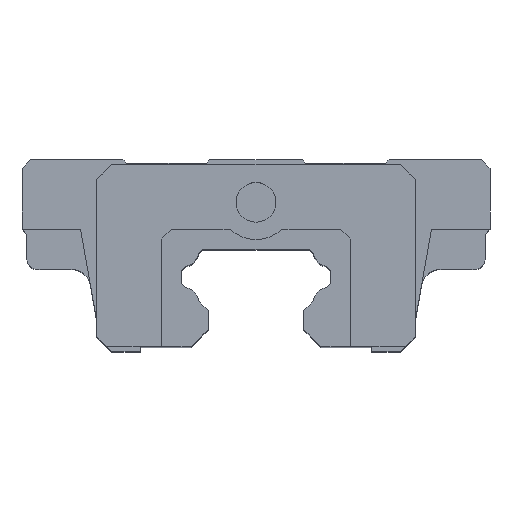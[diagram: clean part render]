
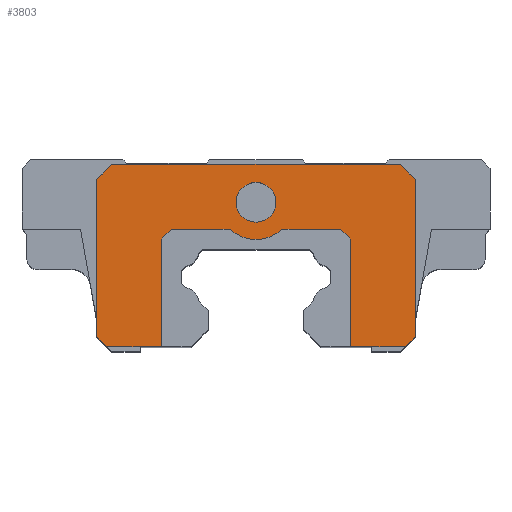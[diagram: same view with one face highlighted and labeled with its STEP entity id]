
A CAD part, top view. The second image highlights one B-rep face of the part: STEP entity #3803.
In plain terms, the highlighted planar face has unit normal (0, 0, 1).
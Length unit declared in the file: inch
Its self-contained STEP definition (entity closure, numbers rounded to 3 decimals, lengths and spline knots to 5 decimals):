
#8 = VERTEX_POINT ( 'NONE', #4121 ) ;
#56 = DIRECTION ( 'NONE',  ( 1., 0., 0. ) ) ;
#68 = VECTOR ( 'NONE', #1259, 39.37008 ) ;
#80 = CIRCLE ( 'NONE', #3752, 0.07874 ) ;
#121 = ORIENTED_EDGE ( 'NONE', *, *, #2362, .T. ) ;
#155 = ORIENTED_EDGE ( 'NONE', *, *, #4911, .F. ) ;
#160 = ORIENTED_EDGE ( 'NONE', *, *, #3966, .F. ) ;
#247 = VECTOR ( 'NONE', #4142, 39.37008 ) ;
#323 = CARTESIAN_POINT ( 'NONE',  ( -0.33465, 0.66929, 1.03543 ) ) ;
#388 = LINE ( 'NONE', #5056, #247 ) ;
#424 = VECTOR ( 'NONE', #1669, 39.37008 ) ;
#436 = VERTEX_POINT ( 'NONE', #4215 ) ;
#539 = EDGE_CURVE ( 'NONE', #1056, #693, #4300, .T. ) ;
#544 = CIRCLE ( 'NONE', #5339, 0.14764 ) ;
#555 = ORIENTED_EDGE ( 'NONE', *, *, #4352, .T. ) ;
#682 = DIRECTION ( 'NONE',  ( 0.707, -0.707, 0. ) ) ;
#693 = VERTEX_POINT ( 'NONE', #3179 ) ;
#699 = CARTESIAN_POINT ( 'NONE',  ( -0.37402, 0.62992, 1.03543 ) ) ;
#757 = VECTOR ( 'NONE', #3585, 39.37008 ) ;
#767 = VERTEX_POINT ( 'NONE', #1450 ) ;
#799 = ORIENTED_EDGE ( 'NONE', *, *, #5095, .F. ) ;
#812 = DIRECTION ( 'NONE',  ( 1., 0., 0. ) ) ;
#813 = EDGE_CURVE ( 'NONE', #2864, #436, #388, .T. ) ;
#859 = VERTEX_POINT ( 'NONE', #5771 ) ;
#868 = CARTESIAN_POINT ( 'NONE',  ( -0.37402, 0.20472, 1.03543 ) ) ;
#872 = VECTOR ( 'NONE', #1828, 39.37008 ) ;
#951 = EDGE_CURVE ( 'NONE', #5694, #859, #4417, .T. ) ;
#974 = LINE ( 'NONE', #4598, #3197 ) ;
#1004 = DIRECTION ( 'NONE',  ( 0.707, -0.707, 0. ) ) ;
#1019 = DIRECTION ( 'NONE',  ( 0., 0., -1. ) ) ;
#1056 = VERTEX_POINT ( 'NONE', #3482 ) ;
#1063 = ORIENTED_EDGE ( 'NONE', *, *, #951, .T. ) ;
#1088 = CARTESIAN_POINT ( 'NONE',  ( -0.62992, 0.86614, 1.03543 ) ) ;
#1116 = VERTEX_POINT ( 'NONE', #3101 ) ;
#1153 = DIRECTION ( 'NONE',  ( 0., -1., 0. ) ) ;
#1202 = LINE ( 'NONE', #699, #3416 ) ;
#1259 = DIRECTION ( 'NONE',  ( 1., 0., 0. ) ) ;
#1260 = CARTESIAN_POINT ( 'NONE',  ( 0.57087, 0.9252, 1.03543 ) ) ;
#1273 = DIRECTION ( 'NONE',  ( 0., 0., -1. ) ) ;
#1275 = ORIENTED_EDGE ( 'NONE', *, *, #1999, .F. ) ;
#1378 = CARTESIAN_POINT ( 'NONE',  ( -0.62992, 0.94488, 1.03543 ) ) ;
#1450 = CARTESIAN_POINT ( 'NONE',  ( 0.37402, 0.20472, 1.03543 ) ) ;
#1476 = CARTESIAN_POINT ( 'NONE',  ( 0.37402, 0.62992, 1.03543 ) ) ;
#1571 = DIRECTION ( 'NONE',  ( -1., 0., 0. ) ) ;
#1624 = LINE ( 'NONE', #1260, #3844 ) ;
#1669 = DIRECTION ( 'NONE',  ( -0.707, -0.707, 0. ) ) ;
#1731 = CARTESIAN_POINT ( 'NONE',  ( 0.62992, 0.24409, 1.03543 ) ) ;
#1764 = CARTESIAN_POINT ( 'NONE',  ( -0.07874, 0.77559, 1.03543 ) ) ;
#1767 = CARTESIAN_POINT ( 'NONE',  ( 0.59055, 0.20472, 1.03543 ) ) ;
#1825 = ORIENTED_EDGE ( 'NONE', *, *, #5276, .T. ) ;
#1828 = DIRECTION ( 'NONE',  ( 0., -1., 0. ) ) ;
#1847 = EDGE_CURVE ( 'NONE', #3388, #2629, #4537, .T. ) ;
#1925 = DIRECTION ( 'NONE',  ( 0., 0., -1. ) ) ;
#1971 = VECTOR ( 'NONE', #5040, 39.37008 ) ;
#1999 = EDGE_CURVE ( 'NONE', #5622, #4988, #1202, .T. ) ;
#2017 = ORIENTED_EDGE ( 'NONE', *, *, #2807, .F. ) ;
#2167 = ORIENTED_EDGE ( 'NONE', *, *, #813, .F. ) ;
#2209 = DIRECTION ( 'NONE',  ( 0.707, 0.707, 0. ) ) ;
#2217 = LINE ( 'NONE', #3164, #5642 ) ;
#2249 = CARTESIAN_POINT ( 'NONE',  ( -0.57087, 0.9252, 1.03543 ) ) ;
#2362 = EDGE_CURVE ( 'NONE', #3255, #2951, #4118, .T. ) ;
#2447 = CARTESIAN_POINT ( 'NONE',  ( 0.33465, 0.66929, 1.03543 ) ) ;
#2457 = ORIENTED_EDGE ( 'NONE', *, *, #539, .F. ) ;
#2466 = CARTESIAN_POINT ( 'NONE',  ( -0.10246, 0.66929, 1.03543 ) ) ;
#2480 = CARTESIAN_POINT ( 'NONE',  ( 0.37402, 0.20472, 1.03543 ) ) ;
#2495 = EDGE_CURVE ( 'NONE', #4701, #2864, #5527, .T. ) ;
#2583 = ORIENTED_EDGE ( 'NONE', *, *, #4308, .T. ) ;
#2593 = FACE_OUTER_BOUND ( 'NONE', #4943, .T. ) ;
#2629 = VERTEX_POINT ( 'NONE', #3351 ) ;
#2668 = ORIENTED_EDGE ( 'NONE', *, *, #1847, .T. ) ;
#2773 = LINE ( 'NONE', #323, #424 ) ;
#2807 = EDGE_CURVE ( 'NONE', #8, #1056, #1624, .T. ) ;
#2808 = ORIENTED_EDGE ( 'NONE', *, *, #2495, .F. ) ;
#2830 = PLANE ( 'NONE',  #4282 ) ;
#2854 = DIRECTION ( 'NONE',  ( 1., 0., 0. ) ) ;
#2864 = VERTEX_POINT ( 'NONE', #2447 ) ;
#2951 = VERTEX_POINT ( 'NONE', #1731 ) ;
#3066 = VECTOR ( 'NONE', #1571, 39.37008 ) ;
#3101 = CARTESIAN_POINT ( 'NONE',  ( -0.59055, 0.20472, 1.03543 ) ) ;
#3164 = CARTESIAN_POINT ( 'NONE',  ( -0.45669, 0.20472, 1.03543 ) ) ;
#3178 = EDGE_CURVE ( 'NONE', #3194, #4798, #4254, .T. ) ;
#3179 = CARTESIAN_POINT ( 'NONE',  ( 0.62992, 0.86614, 1.03543 ) ) ;
#3194 = VERTEX_POINT ( 'NONE', #2466 ) ;
#3197 = VECTOR ( 'NONE', #5057, 39.37008 ) ;
#3215 = CARTESIAN_POINT ( 'NONE',  ( 0.62992, 0.86614, 1.03543 ) ) ;
#3216 = EDGE_CURVE ( 'NONE', #859, #1116, #5441, .T. ) ;
#3255 = VERTEX_POINT ( 'NONE', #4736 ) ;
#3339 = VECTOR ( 'NONE', #5600, 39.37008 ) ;
#3351 = CARTESIAN_POINT ( 'NONE',  ( 0.07874, 0.77559, 1.03543 ) ) ;
#3365 = ORIENTED_EDGE ( 'NONE', *, *, #3216, .T. ) ;
#3388 = VERTEX_POINT ( 'NONE', #1764 ) ;
#3416 = VECTOR ( 'NONE', #1153, 39.37008 ) ;
#3482 = CARTESIAN_POINT ( 'NONE',  ( 0.57087, 0.9252, 1.03543 ) ) ;
#3585 = DIRECTION ( 'NONE',  ( 0.707, 0.707, 0. ) ) ;
#3681 = CARTESIAN_POINT ( 'NONE',  ( 0., 0.77559, 1.03543 ) ) ;
#3752 = AXIS2_PLACEMENT_3D ( 'NONE', #3681, #1019, #4134 ) ;
#3803 = ADVANCED_FACE ( 'NONE', ( #2593, #4947 ), #2830, .T. ) ;
#3813 = CARTESIAN_POINT ( 'NONE',  ( -0.62992, 0.24409, 1.03543 ) ) ;
#3839 = CARTESIAN_POINT ( 'NONE',  ( -0.33465, 0.66929, 1.03543 ) ) ;
#3844 = VECTOR ( 'NONE', #812, 39.37008 ) ;
#3869 = EDGE_CURVE ( 'NONE', #767, #4701, #4528, .T. ) ;
#3918 = CARTESIAN_POINT ( 'NONE',  ( -0.45669, 0.20472, 1.03543 ) ) ;
#3935 = CARTESIAN_POINT ( 'NONE',  ( 0., 0.77559, 1.03543 ) ) ;
#3966 = EDGE_CURVE ( 'NONE', #4798, #5622, #2773, .T. ) ;
#4118 = LINE ( 'NONE', #1767, #5451 ) ;
#4121 = CARTESIAN_POINT ( 'NONE',  ( -0.57087, 0.9252, 1.03543 ) ) ;
#4134 = DIRECTION ( 'NONE',  ( -1., 0., 0. ) ) ;
#4142 = DIRECTION ( 'NONE',  ( -1., 0., 0. ) ) ;
#4215 = CARTESIAN_POINT ( 'NONE',  ( 0.10246, 0.66929, 1.03543 ) ) ;
#4223 = CARTESIAN_POINT ( 'NONE',  ( 0.33465, 0.66929, 1.03543 ) ) ;
#4254 = LINE ( 'NONE', #4223, #3066 ) ;
#4270 = ORIENTED_EDGE ( 'NONE', *, *, #3869, .F. ) ;
#4282 = AXIS2_PLACEMENT_3D ( 'NONE', #5078, #5543, #2854 ) ;
#4300 = LINE ( 'NONE', #3215, #5354 ) ;
#4308 = EDGE_CURVE ( 'NONE', #2629, #3388, #80, .T. ) ;
#4350 = ORIENTED_EDGE ( 'NONE', *, *, #3178, .F. ) ;
#4352 = EDGE_CURVE ( 'NONE', #2951, #693, #974, .T. ) ;
#4372 = LINE ( 'NONE', #3918, #68 ) ;
#4381 = DIRECTION ( 'NONE',  ( -1., 0., 0. ) ) ;
#4417 = LINE ( 'NONE', #1378, #872 ) ;
#4423 = EDGE_LOOP ( 'NONE', ( #2668, #2583 ) ) ;
#4528 = LINE ( 'NONE', #2480, #3339 ) ;
#4537 = CIRCLE ( 'NONE', #4883, 0.07874 ) ;
#4581 = CARTESIAN_POINT ( 'NONE',  ( 0., 0.77559, 1.03543 ) ) ;
#4598 = CARTESIAN_POINT ( 'NONE',  ( 0.62992, 0.18504, 1.03543 ) ) ;
#4652 = CARTESIAN_POINT ( 'NONE',  ( 0.37402, 0.62992, 1.03543 ) ) ;
#4701 = VERTEX_POINT ( 'NONE', #4652 ) ;
#4736 = CARTESIAN_POINT ( 'NONE',  ( 0.59055, 0.20472, 1.03543 ) ) ;
#4798 = VERTEX_POINT ( 'NONE', #3839 ) ;
#4883 = AXIS2_PLACEMENT_3D ( 'NONE', #4581, #1925, #5047 ) ;
#4911 = EDGE_CURVE ( 'NONE', #436, #3194, #544, .T. ) ;
#4943 = EDGE_LOOP ( 'NONE', ( #4350, #155, #2167, #2808, #4270, #1825, #121, #555, #2457, #2017, #799, #1063, #3365, #5094, #1275, #160 ) ) ;
#4947 = FACE_BOUND ( 'NONE', #4423, .T. ) ;
#4988 = VERTEX_POINT ( 'NONE', #868 ) ;
#5040 = DIRECTION ( 'NONE',  ( -0.707, 0.707, 0. ) ) ;
#5047 = DIRECTION ( 'NONE',  ( -1., 0., 0. ) ) ;
#5056 = CARTESIAN_POINT ( 'NONE',  ( 0.33465, 0.66929, 1.03543 ) ) ;
#5057 = DIRECTION ( 'NONE',  ( 0., 1., 0. ) ) ;
#5078 = CARTESIAN_POINT ( 'NONE',  ( -0.62992, 0.18504, 1.03543 ) ) ;
#5094 = ORIENTED_EDGE ( 'NONE', *, *, #5498, .T. ) ;
#5095 = EDGE_CURVE ( 'NONE', #5694, #8, #5649, .T. ) ;
#5276 = EDGE_CURVE ( 'NONE', #767, #3255, #4372, .T. ) ;
#5306 = VECTOR ( 'NONE', #682, 39.37008 ) ;
#5339 = AXIS2_PLACEMENT_3D ( 'NONE', #3935, #1273, #4381 ) ;
#5354 = VECTOR ( 'NONE', #1004, 39.37008 ) ;
#5441 = LINE ( 'NONE', #3813, #5306 ) ;
#5451 = VECTOR ( 'NONE', #2209, 39.37008 ) ;
#5492 = CARTESIAN_POINT ( 'NONE',  ( -0.37402, 0.62992, 1.03543 ) ) ;
#5498 = EDGE_CURVE ( 'NONE', #1116, #4988, #2217, .T. ) ;
#5527 = LINE ( 'NONE', #1476, #1971 ) ;
#5543 = DIRECTION ( 'NONE',  ( 0., 0., 1. ) ) ;
#5600 = DIRECTION ( 'NONE',  ( 0., 1., 0. ) ) ;
#5622 = VERTEX_POINT ( 'NONE', #5492 ) ;
#5642 = VECTOR ( 'NONE', #56, 39.37008 ) ;
#5649 = LINE ( 'NONE', #2249, #757 ) ;
#5694 = VERTEX_POINT ( 'NONE', #1088 ) ;
#5771 = CARTESIAN_POINT ( 'NONE',  ( -0.62992, 0.24409, 1.03543 ) ) ;
